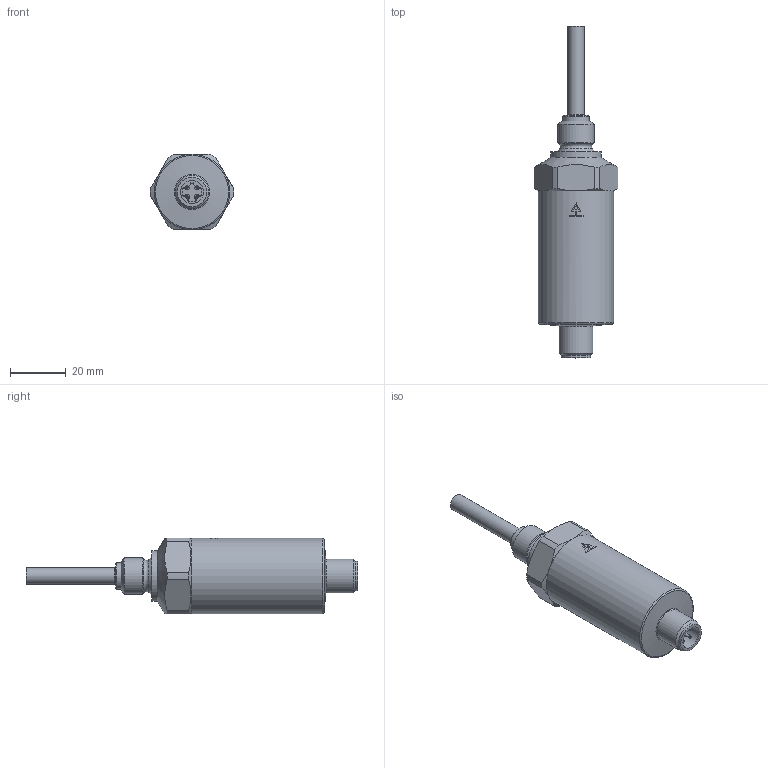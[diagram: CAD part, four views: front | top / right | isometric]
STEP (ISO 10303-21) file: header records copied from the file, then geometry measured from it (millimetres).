
FILE_DESCRIPTION(/* description */ ('Unknown'),/* implementation_level */ '2;1');
FILE_NAME(/* name */ 'PF20S-11.010.G033',/* time_stamp */ '2021-12-07T07:37:17+01:00',/* author */ ('Unknown'),/* organization */ ('Baumer'),/* preprocessor_version */ 'ST-DEVELOPER v16.7',/* originating_system */ 'Solid Edge',/* authorisation */ 'Unknown');
FILE_SCHEMA (('AUTOMOTIVE_DESIGN {1 0 10303 214 3 1 1}'));
Length unit declared in the file: millimetre
Products named in the file (1): PF20S-11.010.G033
Bounding box: 29.99 x 118.7 x 27 mm (x, y, z)
Volume: 38035.1 mm3; surface area: 8704.4 mm2
Topology: 1 solids, 2 shells, 102 faces, 243 edges, 153 vertices
Faces by surface type: cylinder 40, plane 36, cone 20, torus 6
Full cylindrical faces by diameter (mm): 1 x4, 6 x1, 8.3 x1, 9.4 x1, 9.5 x2, 9.9 x1, 10 x1, 10.5 x1, 12 x1, 13.157 x1, 18 x1, 27 x1
Entity records: 3857 total; most frequent: CARTESIAN_POINT 898, DIRECTION 499, ORIENTED_EDGE 392, AXIS2_PLACEMENT_3D 218, EDGE_CURVE 196, EDGE_LOOP 149, FACE_BOUND 149, VERTEX_POINT 143
